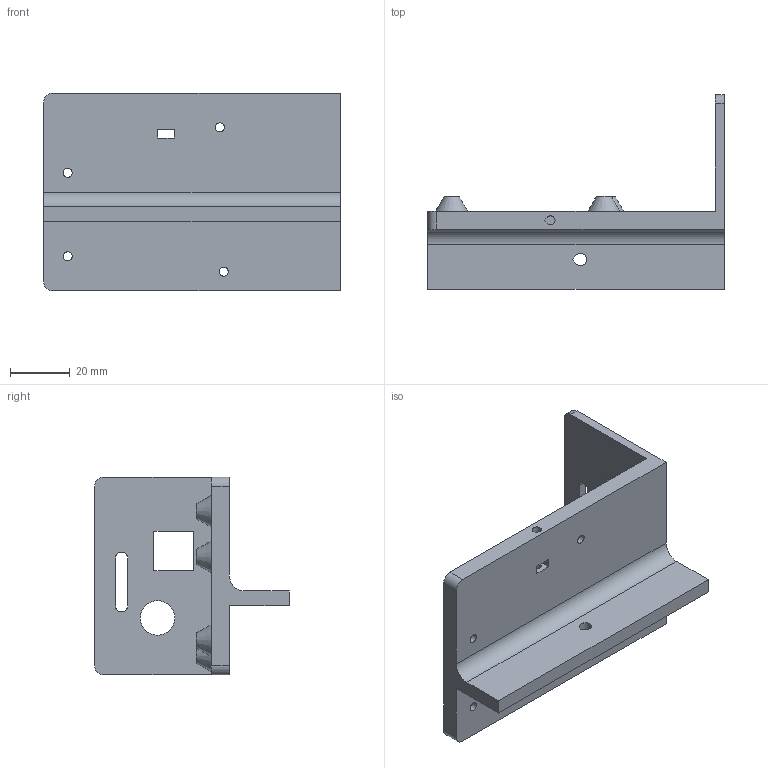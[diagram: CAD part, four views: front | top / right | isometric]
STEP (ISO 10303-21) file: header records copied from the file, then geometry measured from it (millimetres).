
FILE_DESCRIPTION(('FreeCAD Model'),'2;1');
FILE_NAME('ElecBase.step', '2016-06-17T18:41:32',('Author'),(''), 'Open CASCADE STEP processor 6.9','FreeCAD','Unknown');
FILE_SCHEMA(('AUTOMOTIVE_DESIGN_CC2 { 1 2 10303 214 -1 1 5 4 }'));
Length unit declared in the file: millimetre
Products named in the file (2): ASSEMBLY; ElecHolderBase
Assembly tree (1 placements, depth 2):
  ASSEMBLY
    ElecHolderBase
Bounding box: 99 x 65 x 66 mm (x, y, z)
Volume: 56557.8 mm3; surface area: 25104.2 mm2
Topology: 1 solids, 1 shells, 56 faces, 144 edges, 96 vertices
Faces by surface type: plane 36, cylinder 16, cone 4
Full cylindrical faces by diameter (mm): 3 x4, 11.5 x1
Entity records: 3648 total; most frequent: CARTESIAN_POINT 804, DIRECTION 485, ORIENTED_EDGE 288, PCURVE 288, DEFINITIONAL_REPRESENTATION 288, LINE 272, VECTOR 272, EDGE_CURVE 144
